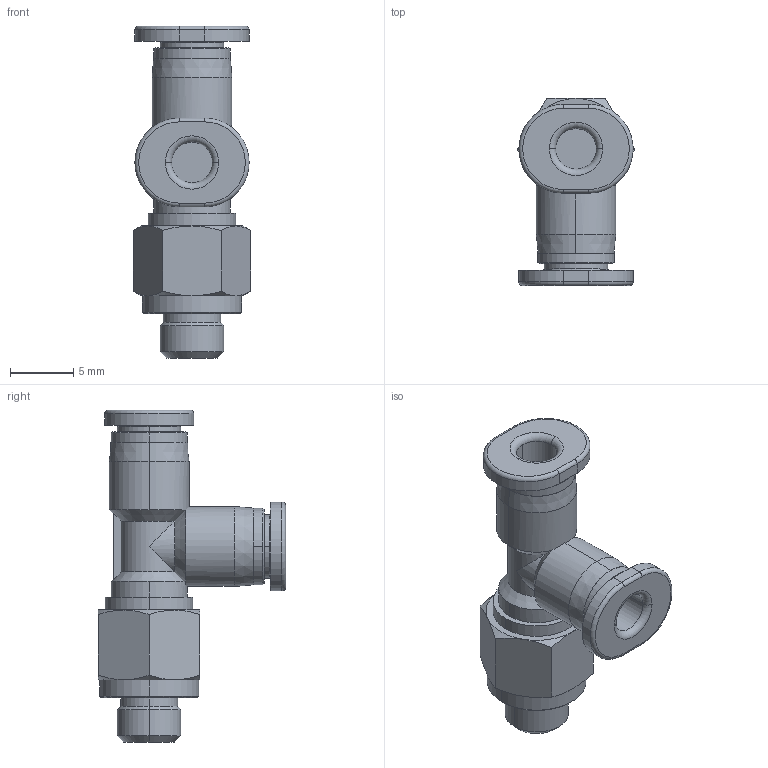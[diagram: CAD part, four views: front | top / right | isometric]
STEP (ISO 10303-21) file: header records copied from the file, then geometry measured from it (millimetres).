
FILE_DESCRIPTION((''),'2;1');
FILE_NAME('PST03M5C-mdt.stp','2017-07-24T15:21:51',(''),(''),'Mechanical Desktop 2009','Mechanical Desktop 2009',', , ');
FILE_SCHEMA(('CONFIG_CONTROL_DESIGN'));
Length unit declared in the file: millimetre
Products named in the file (7): PST03M5C-MDTA; PST03M5C-MDT; COLLAR-L03C; NLM5C; 04M3C; COLLAR-L04C; NLM3C-S
Assembly tree (8 placements, depth 3):
  PST03M5C-MDTA
    PST03M5C-MDT
    COLLAR-L03C  x2
    NLM5C
    04M3C
      COLLAR-L04C
      NLM3C-S
    NLM3C-S
Bounding box: 9.24 x 14.75 x 26.15 mm (x, y, z)
Volume: 992.6 mm3; surface area: 1152.4 mm2
Topology: 1 solids, 1 shells, 113 faces, 246 edges, 148 vertices
Faces by surface type: cylinder 40, cone 30, plane 29, torus 8, bspline 6
Entity records: 3513 total; most frequent: CARTESIAN_POINT 872, DIRECTION 576, ORIENTED_EDGE 492, AXIS2_PLACEMENT_3D 252, EDGE_CURVE 246, VERTEX_POINT 148, CIRCLE 130, EDGE_LOOP 126
